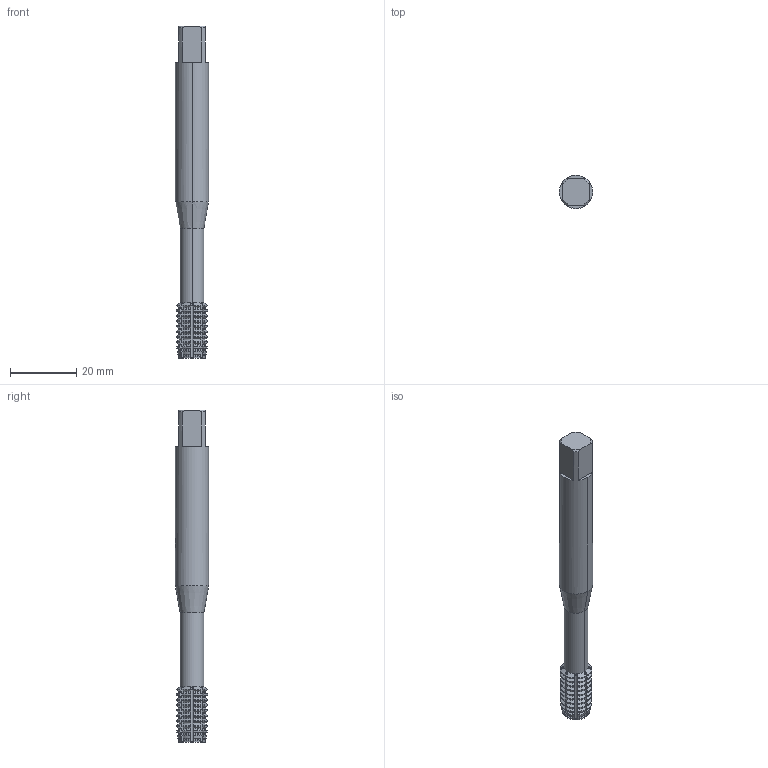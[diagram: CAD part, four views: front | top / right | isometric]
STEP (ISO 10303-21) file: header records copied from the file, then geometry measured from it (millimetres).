
FILE_DESCRIPTION(('no description'),'unknown implementation level');
FILE_NAME('solidgl5lq1StmSzJJshfSHpa6jKh4B8_1.STP',' ',('CIM GmbH Aachen'),('CADClick - KiM GmbH - www.kimweb.de'),'unknown preprocess','ACIS','unknown authorization');
FILE_SCHEMA(('automotive_design'));
Length unit declared in the file: millimetre
Products named in the file (2): 1; 2
Bounding box: 10 x 10 x 100 mm (x, y, z)
Volume: 6268.5 mm3; surface area: 4006 mm2
Topology: 2 solids, 2 shells, 613 faces, 1815 edges, 1206 vertices
Faces by surface type: cone 212, plane 209, cylinder 176, torus 16
Entity records: 42658 total; most frequent: CARTESIAN_POINT 6545, STYLED_ITEM 3636, PRESENTATION_STYLE_ASSIGNMENT 3636, COLOUR_RGB 3636, ORIENTED_EDGE 3630, DIRECTION 3099, EDGE_CURVE 1815, CURVE_STYLE 1815
